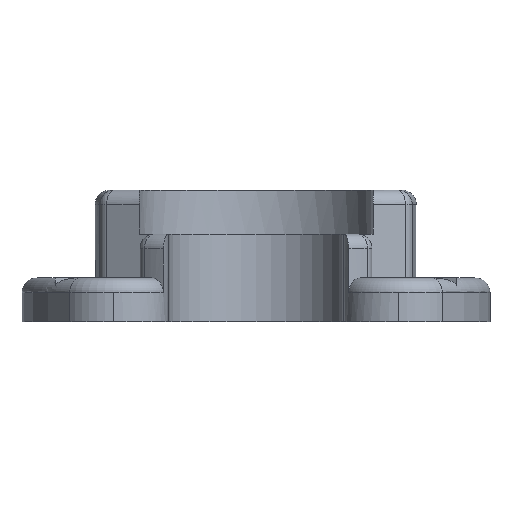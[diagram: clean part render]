
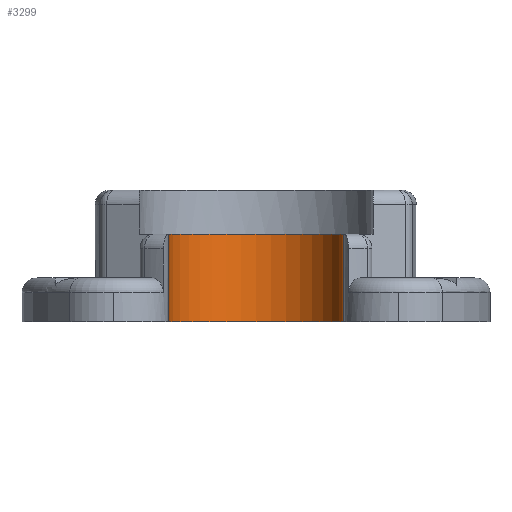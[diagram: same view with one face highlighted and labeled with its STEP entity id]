
A CAD part, left-side view. The second image highlights one B-rep face of the part: STEP entity #3299.
In plain terms, the highlighted cylindrical face has radius 6 mm (diameter 12 mm), a partial arc.
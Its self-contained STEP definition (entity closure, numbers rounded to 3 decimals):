
#30 = CIRCLE ( 'NONE', #1675, 6. ) ;
#70 = EDGE_LOOP ( 'NONE', ( #792, #2929, #1168, #2349 ) ) ;
#141 = EDGE_CURVE ( 'NONE', #1997, #1810, #2128, .T. ) ;
#179 = VECTOR ( 'NONE', #1186, 1000. ) ;
#308 = CYLINDRICAL_SURFACE ( 'NONE', #1569, 6. ) ;
#330 = CARTESIAN_POINT ( 'NONE',  ( 0., 6., 0. ) ) ;
#560 = CARTESIAN_POINT ( 'NONE',  ( 0., 0., 3. ) ) ;
#651 = VERTEX_POINT ( 'NONE', #330 ) ;
#791 = CARTESIAN_POINT ( 'NONE',  ( 0., -6., 6. ) ) ;
#792 = ORIENTED_EDGE ( 'NONE', *, *, #3603, .T. ) ;
#865 = LINE ( 'NONE', #2600, #179 ) ;
#929 = DIRECTION ( 'NONE',  ( 0., 0., 1. ) ) ;
#931 = VERTEX_POINT ( 'NONE', #2847 ) ;
#1112 = DIRECTION ( 'NONE',  ( 0., 0., -1. ) ) ;
#1168 = ORIENTED_EDGE ( 'NONE', *, *, #141, .T. ) ;
#1186 = DIRECTION ( 'NONE',  ( 0., 0., -1. ) ) ;
#1480 = CARTESIAN_POINT ( 'NONE',  ( 0., 0., 6. ) ) ;
#1569 = AXIS2_PLACEMENT_3D ( 'NONE', #560, #2871, #2062 ) ;
#1642 = CARTESIAN_POINT ( 'NONE',  ( 0., 6., 3. ) ) ;
#1675 = AXIS2_PLACEMENT_3D ( 'NONE', #3714, #1112, #3687 ) ;
#1734 = AXIS2_PLACEMENT_3D ( 'NONE', #1480, #929, #2962 ) ;
#1810 = VERTEX_POINT ( 'NONE', #3585 ) ;
#1931 = EDGE_CURVE ( 'NONE', #1810, #651, #3738, .T. ) ;
#1997 = VERTEX_POINT ( 'NONE', #791 ) ;
#2062 = DIRECTION ( 'NONE',  ( -1., 0., 0. ) ) ;
#2128 = CIRCLE ( 'NONE', #1734, 6. ) ;
#2228 = DIRECTION ( 'NONE',  ( 0., 0., -1. ) ) ;
#2349 = ORIENTED_EDGE ( 'NONE', *, *, #1931, .T. ) ;
#2600 = CARTESIAN_POINT ( 'NONE',  ( 0., -6., 3. ) ) ;
#2847 = CARTESIAN_POINT ( 'NONE',  ( 0., -6., 0. ) ) ;
#2871 = DIRECTION ( 'NONE',  ( 0., 0., -1. ) ) ;
#2929 = ORIENTED_EDGE ( 'NONE', *, *, #3679, .F. ) ;
#2962 = DIRECTION ( 'NONE',  ( 0., 1., 0. ) ) ;
#3107 = VECTOR ( 'NONE', #2228, 1000. ) ;
#3299 = ADVANCED_FACE ( 'NONE', ( #3732 ), #308, .F. ) ;
#3585 = CARTESIAN_POINT ( 'NONE',  ( 0., 6., 6. ) ) ;
#3603 = EDGE_CURVE ( 'NONE', #651, #931, #30, .T. ) ;
#3679 = EDGE_CURVE ( 'NONE', #1997, #931, #865, .T. ) ;
#3687 = DIRECTION ( 'NONE',  ( 1., 0., 0. ) ) ;
#3714 = CARTESIAN_POINT ( 'NONE',  ( 0., 0., 0. ) ) ;
#3732 = FACE_OUTER_BOUND ( 'NONE', #70, .T. ) ;
#3738 = LINE ( 'NONE', #1642, #3107 ) ;
